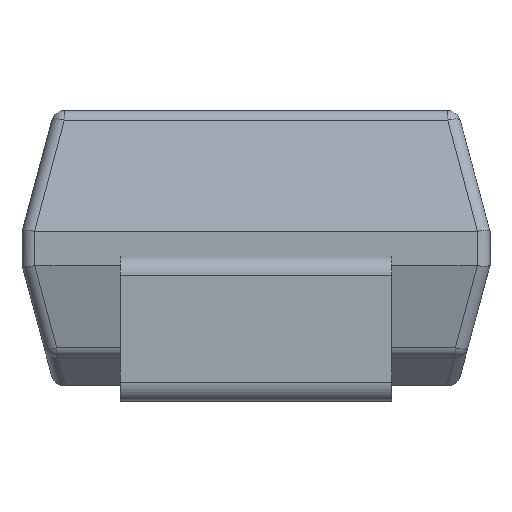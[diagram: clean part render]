
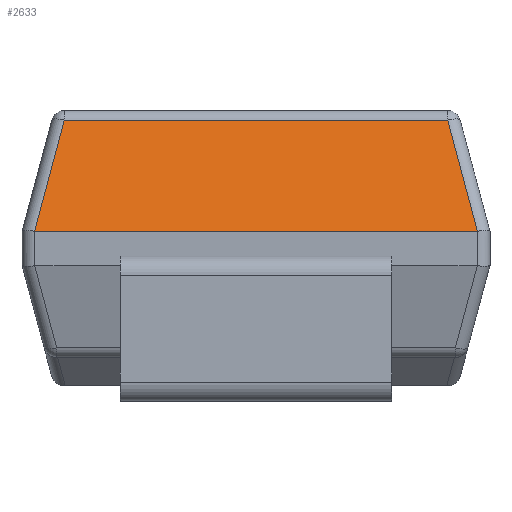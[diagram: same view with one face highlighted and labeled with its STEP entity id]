
A CAD part, front view. The second image highlights one B-rep face of the part: STEP entity #2633.
In plain terms, the highlighted planar face has unit normal (0, -0.966, 0.259).
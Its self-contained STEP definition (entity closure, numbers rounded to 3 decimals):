
#71=ELLIPSE('',#2787,0.386,0.1);
#75=ELLIPSE('',#2797,0.386,0.1);
#214=FACE_OUTER_BOUND('',#358,.T.);
#358=EDGE_LOOP('',(#2040,#2041,#2042,#2043,#2044,#2045));
#591=LINE('',#4047,#885);
#595=LINE('',#4082,#889);
#598=LINE('',#4089,#892);
#616=LINE('',#4151,#910);
#885=VECTOR('',#3260,2.967);
#889=VECTOR('',#3278,0.918);
#892=VECTOR('',#3287,0.918);
#910=VECTOR('',#3333,3.42);
#1138=VERTEX_POINT('',#4035);
#1141=VERTEX_POINT('',#4043);
#1146=VERTEX_POINT('',#4056);
#1147=VERTEX_POINT('',#4058);
#1150=VERTEX_POINT('',#4088);
#1154=VERTEX_POINT('',#4100);
#1439=EDGE_CURVE('',#1138,#1141,#591,.T.);
#1444=EDGE_CURVE('',#1146,#1147,#71,.T.);
#1449=EDGE_CURVE('',#1141,#1146,#595,.T.);
#1452=EDGE_CURVE('',#1150,#1138,#598,.T.);
#1459=EDGE_CURVE('',#1154,#1150,#75,.T.);
#1477=EDGE_CURVE('',#1154,#1147,#616,.T.);
#2040=ORIENTED_EDGE('',*,*,#1444,.F.);
#2041=ORIENTED_EDGE('',*,*,#1449,.F.);
#2042=ORIENTED_EDGE('',*,*,#1439,.F.);
#2043=ORIENTED_EDGE('',*,*,#1452,.F.);
#2044=ORIENTED_EDGE('',*,*,#1459,.F.);
#2045=ORIENTED_EDGE('',*,*,#1477,.T.);
#2401=PLANE('',#2806);
#2633=ADVANCED_FACE('',(#214),#2401,.T.);
#2787=AXIS2_PLACEMENT_3D('',#4059,#3270,#3271);
#2797=AXIS2_PLACEMENT_3D('',#4102,#3300,#3301);
#2806=AXIS2_PLACEMENT_3D('',#4150,#3331,#3332);
#3260=DIRECTION('',(1.,0.,0.));
#3270=DIRECTION('center_axis',(0.,0.966,-0.259));
#3271=DIRECTION('ref_axis',(0.,-0.259,-0.966));
#3278=DIRECTION('',(0.251,-0.251,-0.935));
#3287=DIRECTION('',(0.251,0.251,0.935));
#3300=DIRECTION('center_axis',(0.,0.966,-0.259));
#3301=DIRECTION('ref_axis',(0.,-0.259,-0.966));
#3331=DIRECTION('center_axis',(0.,-0.966,0.259));
#3332=DIRECTION('ref_axis',(0.,-0.259,-0.966));
#3333=DIRECTION('',(1.,0.,0.));
#4035=CARTESIAN_POINT('',(-1.483,-1.925,2.176));
#4043=CARTESIAN_POINT('',(1.483,-1.925,2.176));
#4047=CARTESIAN_POINT('',(0.,-1.925,2.176));
#4056=CARTESIAN_POINT('',(1.713,-2.155,1.317));
#4058=CARTESIAN_POINT('',(1.71,-2.155,1.317));
#4059=CARTESIAN_POINT('Origin',(1.71,-2.055,1.69));
#4082=CARTESIAN_POINT('',(1.444,-1.886,2.322));
#4088=CARTESIAN_POINT('',(-1.713,-2.155,1.317));
#4089=CARTESIAN_POINT('',(-1.444,-1.886,2.322));
#4100=CARTESIAN_POINT('',(-1.71,-2.155,1.317));
#4102=CARTESIAN_POINT('Origin',(-1.71,-2.055,1.69));
#4150=CARTESIAN_POINT('Origin',(0.,-2.03,1.783));
#4151=CARTESIAN_POINT('',(0.,-2.155,1.317));
